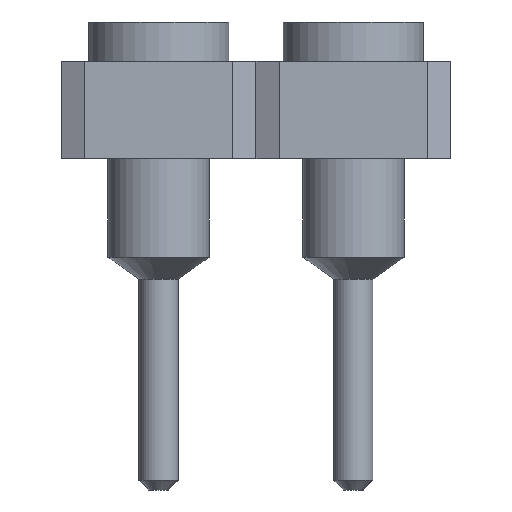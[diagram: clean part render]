
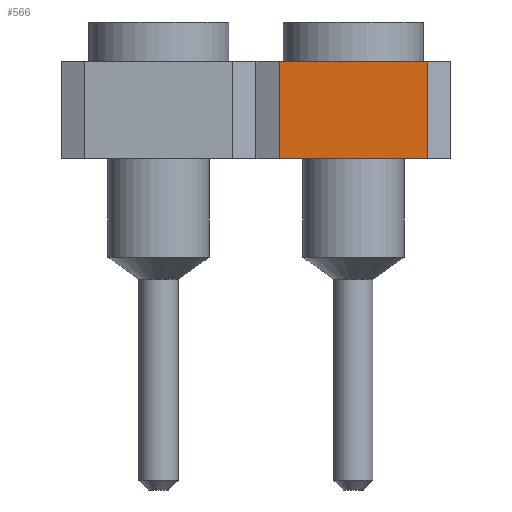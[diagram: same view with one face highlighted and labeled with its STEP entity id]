
A CAD part, left-side view. The second image highlights one B-rep face of the part: STEP entity #566.
In plain terms, the highlighted planar face has unit normal (-1, 0, 0).
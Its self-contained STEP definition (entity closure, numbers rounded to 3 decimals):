
#566=ADVANCED_FACE('',(#1144),#1146,.T.);
#1144=FACE_BOUND('',#1145,.T.);
#1145=EDGE_LOOP('',(#1639,#1640,#1641,#1642));
#1146=PLANE('',#1147);
#1147=AXIS2_PLACEMENT_3D('',#1148,#1149,#1150);
#1148=CARTESIAN_POINT('',(-1.385,0.97,1.57));
#1149=DIRECTION('',(-1.,0.,0.));
#1150=DIRECTION('',(0.,-1.,0.));
#1639=ORIENTED_EDGE('',*,*,#1757,.T.);
#1640=ORIENTED_EDGE('',*,*,#1852,.T.);
#1641=ORIENTED_EDGE('',*,*,#1788,.F.);
#1642=ORIENTED_EDGE('',*,*,#1853,.F.);
#1757=EDGE_CURVE('',#1945,#1943,#1946,.T.);
#1788=EDGE_CURVE('',#2003,#2005,#2006,.T.);
#1852=EDGE_CURVE('',#1943,#2005,#2103,.T.);
#1853=EDGE_CURVE('',#1945,#2003,#2104,.T.);
#1943=VERTEX_POINT('',#2278);
#1945=VERTEX_POINT('',#2282);
#1946=LINE('',#2283,#2284);
#2003=VERTEX_POINT('',#2411);
#2005=VERTEX_POINT('',#2415);
#2006=LINE('',#2416,#2417);
#2103=LINE('',#2653,#2654);
#2104=LINE('',#2656,#2657);
#2278=CARTESIAN_POINT('',(-1.385,-0.97,1.57));
#2282=CARTESIAN_POINT('',(-1.385,0.97,1.57));
#2283=CARTESIAN_POINT('',(-1.385,0.97,1.57));
#2284=VECTOR('',#2285,1.);
#2285=DIRECTION('',(0.,-1.,0.));
#2411=CARTESIAN_POINT('',(-1.385,0.97,2.84));
#2415=CARTESIAN_POINT('',(-1.385,-0.97,2.84));
#2416=CARTESIAN_POINT('',(-1.385,0.97,2.84));
#2417=VECTOR('',#2418,1.);
#2418=DIRECTION('',(0.,-1.,0.));
#2653=CARTESIAN_POINT('',(-1.385,-0.97,1.57));
#2654=VECTOR('',#2655,1.);
#2655=DIRECTION('',(0.,0.,1.));
#2656=CARTESIAN_POINT('',(-1.385,0.97,1.57));
#2657=VECTOR('',#2658,1.);
#2658=DIRECTION('',(0.,0.,1.));
